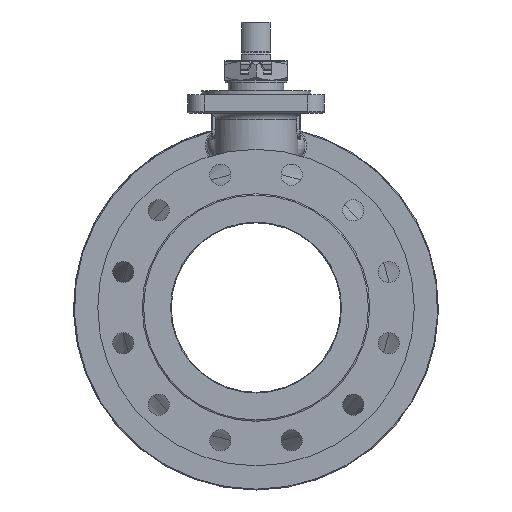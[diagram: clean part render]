
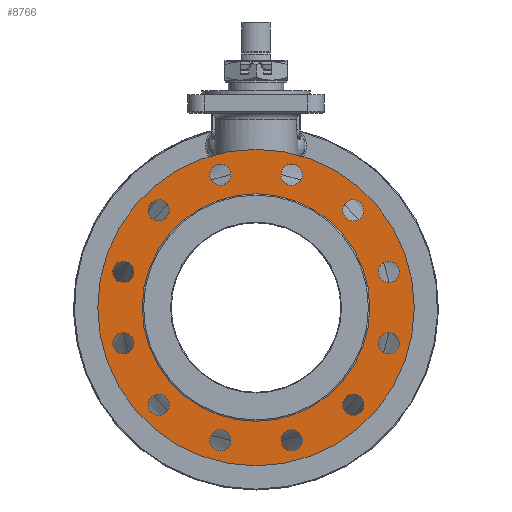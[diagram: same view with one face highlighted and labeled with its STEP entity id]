
A CAD part, left-side view. The second image highlights one B-rep face of the part: STEP entity #8766.
In plain terms, the highlighted planar face has unit normal (-1, 0, 0).
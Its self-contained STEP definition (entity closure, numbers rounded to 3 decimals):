
#1576=PLANE('',#9514);
#2345=FACE_BOUND('',#3329,.T.);
#2346=FACE_BOUND('',#3330,.T.);
#2347=FACE_BOUND('',#3331,.T.);
#2348=FACE_BOUND('',#3332,.T.);
#2349=FACE_BOUND('',#3333,.T.);
#2350=FACE_BOUND('',#3334,.T.);
#2351=FACE_BOUND('',#3335,.T.);
#2352=FACE_BOUND('',#3336,.T.);
#2353=FACE_BOUND('',#3337,.T.);
#2354=FACE_BOUND('',#3338,.T.);
#2355=FACE_BOUND('',#3339,.T.);
#2356=FACE_BOUND('',#3340,.T.);
#2357=FACE_BOUND('',#3341,.T.);
#2668=FACE_OUTER_BOUND('',#3328,.T.);
#3328=EDGE_LOOP('',(#7171));
#3329=EDGE_LOOP('',(#7172));
#3330=EDGE_LOOP('',(#7173));
#3331=EDGE_LOOP('',(#7174));
#3332=EDGE_LOOP('',(#7175));
#3333=EDGE_LOOP('',(#7176));
#3334=EDGE_LOOP('',(#7177));
#3335=EDGE_LOOP('',(#7178));
#3336=EDGE_LOOP('',(#7179));
#3337=EDGE_LOOP('',(#7180));
#3338=EDGE_LOOP('',(#7181));
#3339=EDGE_LOOP('',(#7182));
#3340=EDGE_LOOP('',(#7183));
#3341=EDGE_LOOP('',(#7184));
#3649=CIRCLE('',#9056,12.7);
#3651=CIRCLE('',#9059,12.7);
#3653=CIRCLE('',#9062,12.7);
#3655=CIRCLE('',#9065,12.7);
#3657=CIRCLE('',#9068,12.7);
#3659=CIRCLE('',#9071,12.7);
#3661=CIRCLE('',#9074,12.7);
#3663=CIRCLE('',#9077,12.7);
#3665=CIRCLE('',#9080,12.7);
#3667=CIRCLE('',#9083,12.7);
#3669=CIRCLE('',#9086,12.7);
#3671=CIRCLE('',#9089,12.7);
#3845=CIRCLE('',#9515,190.);
#3846=CIRCLE('',#9516,136.55);
#4028=VERTEX_POINT('',#12116);
#4030=VERTEX_POINT('',#12121);
#4032=VERTEX_POINT('',#12126);
#4034=VERTEX_POINT('',#12131);
#4036=VERTEX_POINT('',#12136);
#4038=VERTEX_POINT('',#12141);
#4040=VERTEX_POINT('',#12146);
#4042=VERTEX_POINT('',#12151);
#4044=VERTEX_POINT('',#12156);
#4046=VERTEX_POINT('',#12161);
#4048=VERTEX_POINT('',#12166);
#4050=VERTEX_POINT('',#12171);
#4437=VERTEX_POINT('',#13830);
#4438=VERTEX_POINT('',#13832);
#4806=EDGE_CURVE('',#4028,#4028,#3649,.T.);
#4808=EDGE_CURVE('',#4030,#4030,#3651,.T.);
#4810=EDGE_CURVE('',#4032,#4032,#3653,.T.);
#4812=EDGE_CURVE('',#4034,#4034,#3655,.T.);
#4814=EDGE_CURVE('',#4036,#4036,#3657,.T.);
#4816=EDGE_CURVE('',#4038,#4038,#3659,.T.);
#4818=EDGE_CURVE('',#4040,#4040,#3661,.T.);
#4820=EDGE_CURVE('',#4042,#4042,#3663,.T.);
#4822=EDGE_CURVE('',#4044,#4044,#3665,.T.);
#4824=EDGE_CURVE('',#4046,#4046,#3667,.T.);
#4826=EDGE_CURVE('',#4048,#4048,#3669,.T.);
#4828=EDGE_CURVE('',#4050,#4050,#3671,.T.);
#5407=EDGE_CURVE('',#4437,#4437,#3845,.T.);
#5408=EDGE_CURVE('',#4438,#4438,#3846,.T.);
#7171=ORIENTED_EDGE('',*,*,#5407,.F.);
#7172=ORIENTED_EDGE('',*,*,#4806,.T.);
#7173=ORIENTED_EDGE('',*,*,#4808,.T.);
#7174=ORIENTED_EDGE('',*,*,#4810,.T.);
#7175=ORIENTED_EDGE('',*,*,#4812,.T.);
#7176=ORIENTED_EDGE('',*,*,#4814,.T.);
#7177=ORIENTED_EDGE('',*,*,#4816,.T.);
#7178=ORIENTED_EDGE('',*,*,#4818,.T.);
#7179=ORIENTED_EDGE('',*,*,#4820,.T.);
#7180=ORIENTED_EDGE('',*,*,#4822,.T.);
#7181=ORIENTED_EDGE('',*,*,#4824,.T.);
#7182=ORIENTED_EDGE('',*,*,#4826,.T.);
#7183=ORIENTED_EDGE('',*,*,#4828,.T.);
#7184=ORIENTED_EDGE('',*,*,#5408,.F.);
#8766=ADVANCED_FACE('',(#2668,#2345,#2346,#2347,#2348,#2349,#2350,#2351,
#2352,#2353,#2354,#2355,#2356,#2357),#1576,.F.);
#9056=AXIS2_PLACEMENT_3D('',#12117,#9961,#9962);
#9059=AXIS2_PLACEMENT_3D('',#12122,#9967,#9968);
#9062=AXIS2_PLACEMENT_3D('',#12127,#9973,#9974);
#9065=AXIS2_PLACEMENT_3D('',#12132,#9979,#9980);
#9068=AXIS2_PLACEMENT_3D('',#12137,#9985,#9986);
#9071=AXIS2_PLACEMENT_3D('',#12142,#9991,#9992);
#9074=AXIS2_PLACEMENT_3D('',#12147,#9997,#9998);
#9077=AXIS2_PLACEMENT_3D('',#12152,#10003,#10004);
#9080=AXIS2_PLACEMENT_3D('',#12157,#10009,#10010);
#9083=AXIS2_PLACEMENT_3D('',#12162,#10015,#10016);
#9086=AXIS2_PLACEMENT_3D('',#12167,#10021,#10022);
#9089=AXIS2_PLACEMENT_3D('',#12172,#10027,#10028);
#9514=AXIS2_PLACEMENT_3D('',#13829,#11085,#11086);
#9515=AXIS2_PLACEMENT_3D('',#13831,#11087,#11088);
#9516=AXIS2_PLACEMENT_3D('',#13833,#11089,#11090);
#9961=DIRECTION('center_axis',(1.,0.,0.));
#9962=DIRECTION('ref_axis',(0.,0.5,0.866));
#9967=DIRECTION('center_axis',(1.,0.,0.));
#9968=DIRECTION('ref_axis',(0.,0.866,0.5));
#9973=DIRECTION('center_axis',(1.,0.,0.));
#9974=DIRECTION('ref_axis',(0.,1.,0.));
#9979=DIRECTION('center_axis',(1.,0.,0.));
#9980=DIRECTION('ref_axis',(0.,0.866,-0.5));
#9985=DIRECTION('center_axis',(1.,0.,0.));
#9986=DIRECTION('ref_axis',(0.,0.5,-0.866));
#9991=DIRECTION('center_axis',(1.,0.,0.));
#9992=DIRECTION('ref_axis',(0.,0.,-1.));
#9997=DIRECTION('center_axis',(1.,0.,0.));
#9998=DIRECTION('ref_axis',(0.,-0.5,-0.866));
#10003=DIRECTION('center_axis',(1.,0.,0.));
#10004=DIRECTION('ref_axis',(0.,-0.866,-0.5));
#10009=DIRECTION('center_axis',(1.,0.,0.));
#10010=DIRECTION('ref_axis',(0.,-1.,0.));
#10015=DIRECTION('center_axis',(1.,0.,0.));
#10016=DIRECTION('ref_axis',(0.,-0.866,0.5));
#10021=DIRECTION('center_axis',(1.,0.,0.));
#10022=DIRECTION('ref_axis',(0.,-0.5,0.866));
#10027=DIRECTION('center_axis',(1.,0.,0.));
#10028=DIRECTION('ref_axis',(0.,0.,1.));
#11085=DIRECTION('center_axis',(1.,0.,0.));
#11086=DIRECTION('ref_axis',(0.,0.,-1.));
#11087=DIRECTION('center_axis',(1.,0.,0.));
#11088=DIRECTION('ref_axis',(0.,0.,-1.));
#11089=DIRECTION('center_axis',(-1.,0.,0.));
#11090=DIRECTION('ref_axis',(0.,0.,-1.));
#12116=CARTESIAN_POINT('',(-229.62,49.081,170.473));
#12117=CARTESIAN_POINT('Origin',(-229.62,42.731,159.474));
#12121=CARTESIAN_POINT('',(-229.62,127.742,123.093));
#12122=CARTESIAN_POINT('Origin',(-229.62,116.743,116.743));
#12126=CARTESIAN_POINT('',(-229.62,172.174,42.731));
#12127=CARTESIAN_POINT('Origin',(-229.62,159.474,42.731));
#12131=CARTESIAN_POINT('',(-229.62,170.473,-49.081));
#12132=CARTESIAN_POINT('Origin',(-229.62,159.474,-42.731));
#12136=CARTESIAN_POINT('',(-229.62,123.093,-127.742));
#12137=CARTESIAN_POINT('Origin',(-229.62,116.743,-116.743));
#12141=CARTESIAN_POINT('',(-229.62,42.731,-172.174));
#12142=CARTESIAN_POINT('Origin',(-229.62,42.731,-159.474));
#12146=CARTESIAN_POINT('',(-229.62,-49.081,-170.473));
#12147=CARTESIAN_POINT('Origin',(-229.62,-42.731,-159.474));
#12151=CARTESIAN_POINT('',(-229.62,-127.742,-123.093));
#12152=CARTESIAN_POINT('Origin',(-229.62,-116.743,-116.743));
#12156=CARTESIAN_POINT('',(-229.62,-172.174,-42.731));
#12157=CARTESIAN_POINT('Origin',(-229.62,-159.474,-42.731));
#12161=CARTESIAN_POINT('',(-229.62,-170.473,49.081));
#12162=CARTESIAN_POINT('Origin',(-229.62,-159.474,42.731));
#12166=CARTESIAN_POINT('',(-229.62,-123.093,127.742));
#12167=CARTESIAN_POINT('Origin',(-229.62,-116.743,116.743));
#12171=CARTESIAN_POINT('',(-229.62,-42.731,172.174));
#12172=CARTESIAN_POINT('Origin',(-229.62,-42.731,159.474));
#13829=CARTESIAN_POINT('Origin',(-229.62,0.,0.));
#13830=CARTESIAN_POINT('',(-229.62,0.,190.));
#13831=CARTESIAN_POINT('Origin',(-229.62,0.,0.));
#13832=CARTESIAN_POINT('',(-229.62,0.,136.55));
#13833=CARTESIAN_POINT('Origin',(-229.62,0.,0.));
